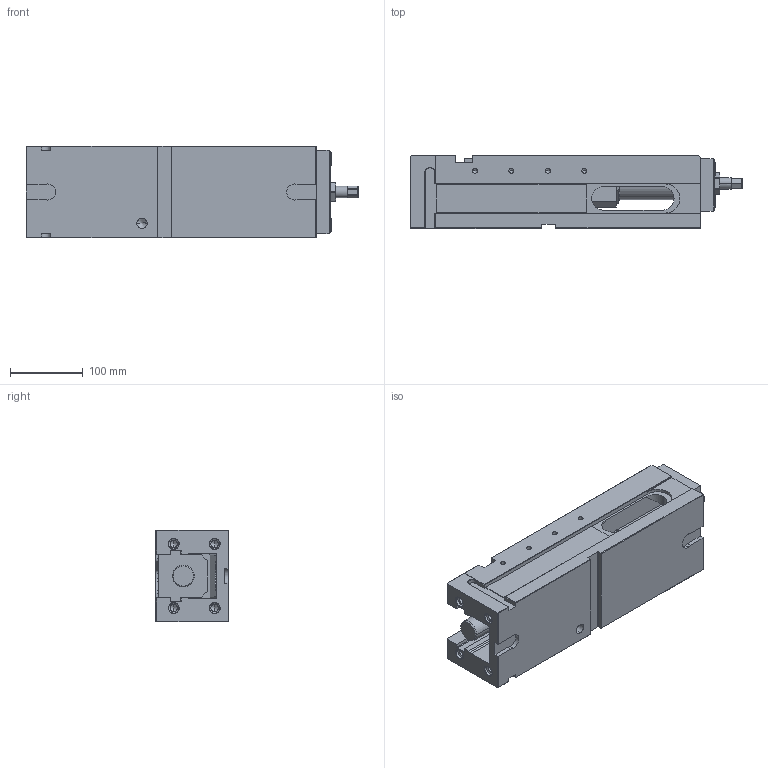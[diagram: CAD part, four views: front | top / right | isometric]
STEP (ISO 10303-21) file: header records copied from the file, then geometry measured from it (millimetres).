
FILE_DESCRIPTION (( 'STEP AP214' ), '1' );
FILE_NAME ('1700.200.stp', '2018-03-20T13:19:50', ( '' ), ( '' ), 'SwSTEP 2.0', 'SolidWorks 2016', '' );
FILE_SCHEMA (( 'AUTOMOTIVE_DESIGN' ));
Length unit declared in the file: millimetre
Products named in the file (3): 1700.200; Teil-1; Teil-2
Assembly tree (2 placements, depth 2):
  1700.200
    Teil-2
    Teil-1
Bounding box: 455.1 x 100 x 126 mm (x, y, z)
Volume: 4014771.9 mm3; surface area: 430731.1 mm2
Topology: 2 solids, 2 shells, 629 faces, 1672 edges, 1043 vertices
Faces by surface type: plane 313, cylinder 191, cone 104, bspline 21
Entity records: 26888 total; most frequent: CARTESIAN_POINT 4353, ORIENTED_EDGE 3252, DIRECTION 3246, EDGE_CURVE 1626, AXIS2_PLACEMENT_3D 1090, VECTOR 1066, LINE 1066, VERTEX_POINT 1043
